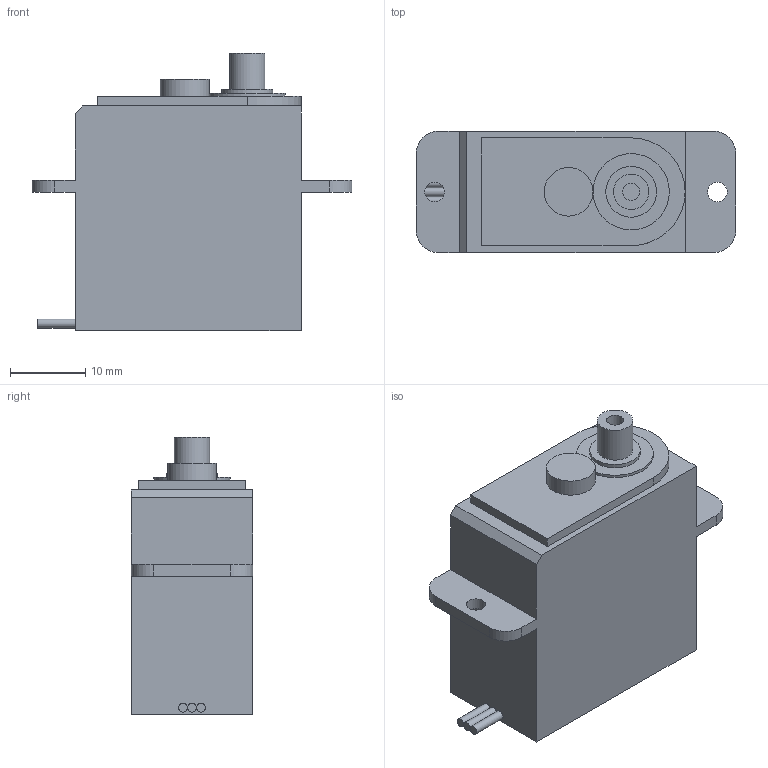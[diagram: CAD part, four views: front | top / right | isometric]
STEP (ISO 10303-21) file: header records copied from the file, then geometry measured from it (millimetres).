
FILE_DESCRIPTION(/* description */ ('','CAx-IF Rec.Pracs.---Representation and Presentation of Product Manufacturing Information (PMI)---4.0---2014-10-13'),/* implementation_level */ '2;1');
FILE_NAME(/* name */ 'DS-R005 v3.step',/* time_stamp */ '2025-01-22T13:47:52Z',/* author */ (''),/* organization */ (''),/* preprocessor_version */ 'ST-DEVELOPER v20',/* originating_system */ 'Autodesk Translation Framework v13.20.0.188',/* authorisation */ '');
FILE_SCHEMA (('AP242_MANAGED_MODEL_BASED_3D_ENGINEERING_MIM_LF { 1 0 10303 442 1 1 4 }'));
Length unit declared in the file: millimetre
Products named in the file (1): DS-R005 v3
Bounding box: 42.5 x 16.15 x 36.93 mm (x, y, z)
Volume: 15443.6 mm3; surface area: 4545 mm2
Topology: 5 solids, 5 shells, 48 faces, 101 edges, 67 vertices
Faces by surface type: plane 31, cylinder 17
Full cylindrical faces by diameter (mm): 1.2 x1, 2.25 x1, 2.6 x2, 4.7 x1, 6.47 x1, 6.76 x1, 10.15 x1
Entity records: 1372 total; most frequent: DIRECTION 234, CARTESIAN_POINT 217, ORIENTED_EDGE 202, EDGE_CURVE 101, AXIS2_PLACEMENT_3D 84, VERTEX_POINT 67, LINE 66, VECTOR 66
